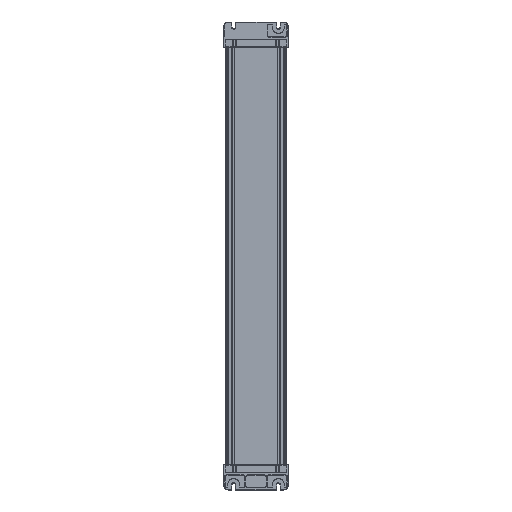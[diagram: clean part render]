
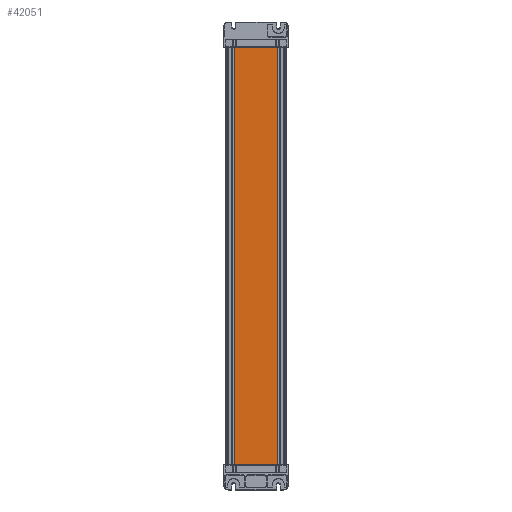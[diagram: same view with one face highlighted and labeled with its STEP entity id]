
A CAD part, front view. The second image highlights one B-rep face of the part: STEP entity #42051.
In plain terms, the highlighted planar face has unit normal (0, -1, 0).
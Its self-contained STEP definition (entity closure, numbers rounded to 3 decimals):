
#516 = DIRECTION ( 'NONE',  ( 0., 1., 0. ) ) ;
#532 = ORIENTED_EDGE ( 'NONE', *, *, #38098, .F. ) ;
#2666 = VERTEX_POINT ( 'NONE', #34742 ) ;
#3345 = FACE_OUTER_BOUND ( 'NONE', #26349, .T. ) ;
#4372 = CARTESIAN_POINT ( 'NONE',  ( -68.693, -37.619, 509.838 ) ) ;
#4616 = DIRECTION ( 'NONE',  ( 0., 0., -1. ) ) ;
#6439 = ORIENTED_EDGE ( 'NONE', *, *, #43989, .T. ) ;
#6699 = ORIENTED_EDGE ( 'NONE', *, *, #19269, .F. ) ;
#8977 = CARTESIAN_POINT ( 'NONE',  ( -121.693, -37.619, 509.838 ) ) ;
#9182 = CARTESIAN_POINT ( 'NONE',  ( -68.693, -37.619, 509.838 ) ) ;
#11243 = DIRECTION ( 'NONE',  ( 1., 0., 0. ) ) ;
#13253 = PLANE ( 'NONE',  #36636 ) ;
#14077 = VECTOR ( 'NONE', #11243, 1000. ) ;
#14303 = DIRECTION ( 'NONE',  ( 1., 0., 0. ) ) ;
#15345 = CARTESIAN_POINT ( 'NONE',  ( -121.693, -37.619, -25.222 ) ) ;
#16393 = CARTESIAN_POINT ( 'NONE',  ( -121.693, -37.619, -25.222 ) ) ;
#17641 = LINE ( 'NONE', #9182, #20201 ) ;
#18110 = LINE ( 'NONE', #8977, #35230 ) ;
#19269 = EDGE_CURVE ( 'Defeatured_18_76+Defeatured_18_75+Defeatured_18_0+Defeatured_18_1', #34820, #2666, #17641, .T. ) ;
#20201 = VECTOR ( 'NONE', #25690, 1000. ) ;
#24200 = EDGE_CURVE ( 'Defeatured_18_75+Defeatured_18_1+Defeatured_18_74+Defeatured_18_76', #33524, #2666, #46399, .T. ) ;
#25345 = VECTOR ( 'NONE', #30761, 1000. ) ;
#25690 = DIRECTION ( 'NONE',  ( 0., 0., -1. ) ) ;
#26349 = EDGE_LOOP ( 'NONE', ( #50087, #6699, #532, #6439 ) ) ;
#30761 = DIRECTION ( 'NONE',  ( 0., 0., -1. ) ) ;
#33524 = VERTEX_POINT ( 'NONE', #16393 ) ;
#34742 = CARTESIAN_POINT ( 'NONE',  ( -68.693, -37.619, -25.222 ) ) ;
#34820 = VERTEX_POINT ( 'NONE', #4372 ) ;
#35230 = VECTOR ( 'NONE', #14303, 1000. ) ;
#36636 = AXIS2_PLACEMENT_3D ( 'NONE', #49233, #516, #4616 ) ;
#38098 = EDGE_CURVE ( 'Defeatured_18_0+Defeatured_18_75+Defeatured_18_74+Defeatured_18_76', #44210, #34820, #18110, .T. ) ;
#42051 = ADVANCED_FACE ( 'Defeatured_18_75', ( #3345 ), #13253, .F. ) ;
#43989 = EDGE_CURVE ( 'Defeatured_18_75+Defeatured_18_74+Defeatured_18_0+Defeatured_18_1', #44210, #33524, #46886, .T. ) ;
#44210 = VERTEX_POINT ( 'NONE', #51621 ) ;
#46399 = LINE ( 'NONE', #15345, #14077 ) ;
#46886 = LINE ( 'NONE', #51096, #25345 ) ;
#49233 = CARTESIAN_POINT ( 'NONE',  ( -121.693, -37.619, 509.838 ) ) ;
#50087 = ORIENTED_EDGE ( 'NONE', *, *, #24200, .T. ) ;
#51096 = CARTESIAN_POINT ( 'NONE',  ( -121.693, -37.619, 509.838 ) ) ;
#51621 = CARTESIAN_POINT ( 'NONE',  ( -121.693, -37.619, 509.838 ) ) ;
